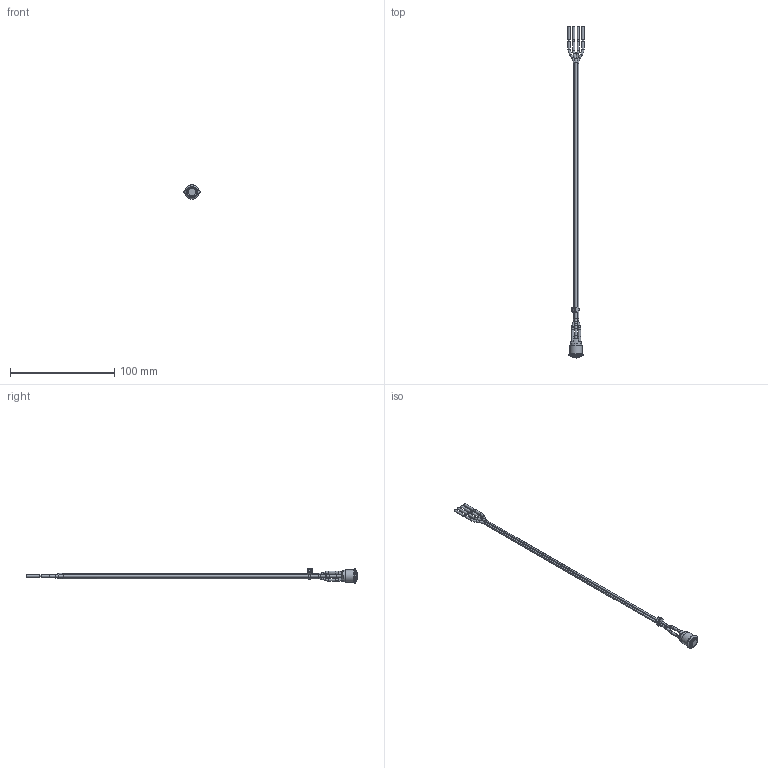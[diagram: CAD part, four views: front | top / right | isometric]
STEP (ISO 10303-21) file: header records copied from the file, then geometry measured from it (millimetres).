
FILE_DESCRIPTION(/* description */ (''),/* implementation_level */ '2;1');
FILE_NAME(/* name */ 'PV0HW40xx-3xx.stp',/* time_stamp */ '2024-07-29T13:00:54-05:00',/* author */ ('mwilliams'),/* organization */ (''),/* preprocessor_version */ 'ST-DEVELOPER v18.1',/* originating_system */ 'Autodesk Inventor 2022',/* authorisation */ '');
FILE_SCHEMA (('AUTOMOTIVE_DESIGN { 1 0 10303 214 3 1 1 }'));
Length unit declared in the file: inch
Products named in the file (1): 100126488_Simplify_1
Bounding box: 15.4 x 318.5 x 14.14 mm (x, y, z)
Volume: 6397.4 mm3; surface area: 9800.8 mm2
Topology: 2 solids, 4 shells, 315 faces, 785 edges, 479 vertices
Faces by surface type: plane 137, cylinder 111, torus 32, sphere 20, cone 11, bspline 4
Full cylindrical faces by diameter (mm): 1.5 x8, 1.8 x3, 2.2 x22, 2.4 x8, 7.4 x1, 9.7 x1, 11 x1, 11.1 x1, 12 x1, 14 x1
Entity records: 9832 total; most frequent: DIRECTION 1758, CARTESIAN_POINT 1660, ORIENTED_EDGE 1546, EDGE_CURVE 773, AXIS2_PLACEMENT_3D 675, VERTEX_POINT 479, LINE 408, VECTOR 408
